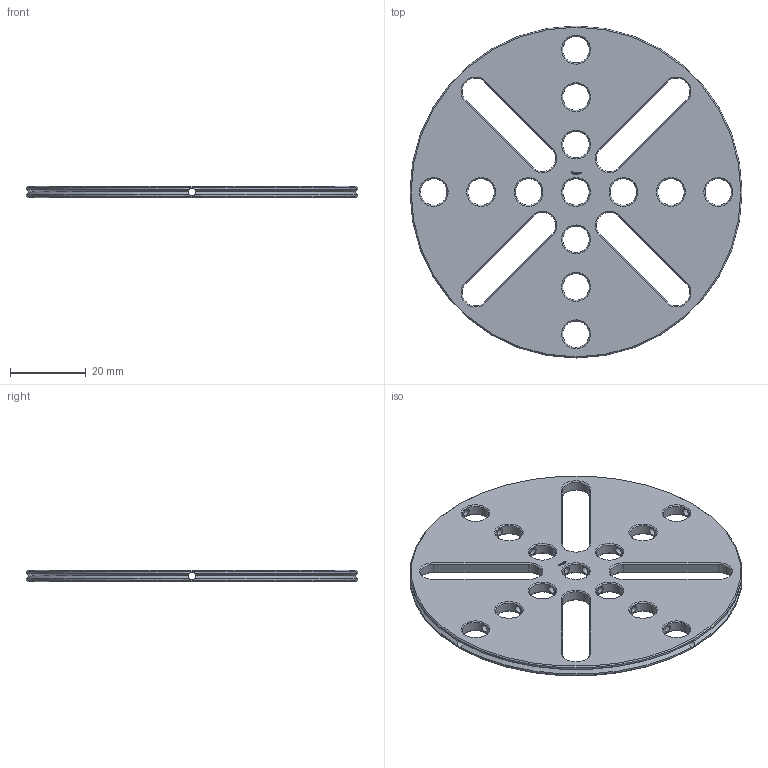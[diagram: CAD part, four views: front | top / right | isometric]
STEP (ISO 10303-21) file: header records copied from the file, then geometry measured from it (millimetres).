
FILE_DESCRIPTION(('FreeCAD Model'),'2;1');
FILE_NAME('Open CASCADE Shape Model','2023-11-14T16:59:40',(''),(''), 'Open CASCADE STEP processor 7.6','FreeCAD','Unknown');
FILE_SCHEMA(('AUTOMOTIVE_DESIGN { 1 0 10303 214 1 1 1 1 }'));
Length unit declared in the file: millimetre
Products named in the file (1): Washer FRE OCT BU07.00x00.25 - SPN-WSR-0062 (stemfie.org)
Bounding box: 87.5 x 87.5 x 3.12 mm (x, y, z)
Volume: 14034.7 mm3; surface area: 12321.8 mm2
Topology: 1 solids, 1 shells, 613 faces, 1728 edges, 1132 vertices
Faces by surface type: plane 330, extrusion 192, cone 52, cylinder 39
Full cylindrical faces by diameter (mm): 2 x16, 7 x13, 87.5 x2
Entity records: 47468 total; most frequent: CARTESIAN_POINT 14541, DIRECTION 5259, VECTOR 4212, LINE 4020, ORIENTED_EDGE 3456, PCURVE 3456, DEFINITIONAL_REPRESENTATION 3456, EDGE_CURVE 1728
